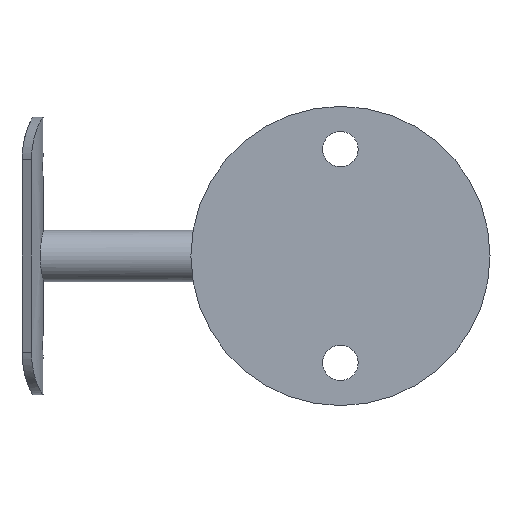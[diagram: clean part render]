
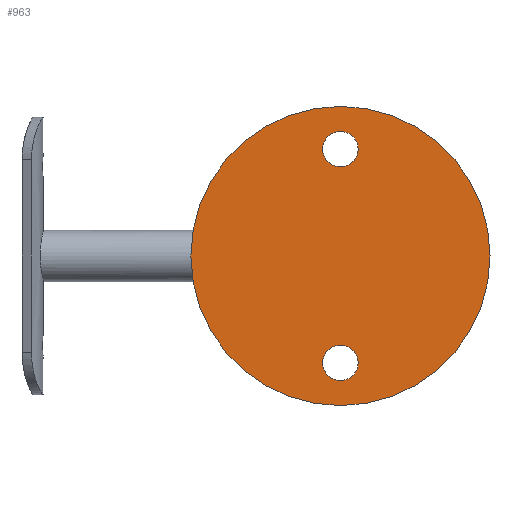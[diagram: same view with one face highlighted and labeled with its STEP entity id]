
A CAD part, left-side view. The second image highlights one B-rep face of the part: STEP entity #963.
In plain terms, the highlighted planar face has unit normal (-1, 0, 0).
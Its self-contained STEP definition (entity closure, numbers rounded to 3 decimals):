
#28 = ORIENTED_EDGE ( 'NONE', *, *, #947, .T. ) ;
#38 = DIRECTION ( 'NONE',  ( 0., 0., -1. ) ) ;
#53 = DIRECTION ( 'NONE',  ( 0., 0., -1. ) ) ;
#166 = VERTEX_POINT ( 'NONE', #613 ) ;
#239 = DIRECTION ( 'NONE',  ( 0., 0., -1. ) ) ;
#244 = VERTEX_POINT ( 'NONE', #1227 ) ;
#308 = CIRCLE ( 'NONE', #979, 35. ) ;
#337 = CARTESIAN_POINT ( 'NONE',  ( 0., 0., -25. ) ) ;
#350 = CIRCLE ( 'NONE', #869, 4.15 ) ;
#369 = DIRECTION ( 'NONE',  ( 0., 0., -1. ) ) ;
#404 = ORIENTED_EDGE ( 'NONE', *, *, #939, .T. ) ;
#439 = CARTESIAN_POINT ( 'NONE',  ( 0., 0., 29.15 ) ) ;
#465 = ORIENTED_EDGE ( 'NONE', *, *, #559, .F. ) ;
#478 = CIRCLE ( 'NONE', #1002, 4.15 ) ;
#485 = EDGE_CURVE ( 'NONE', #244, #1240, #478, .T. ) ;
#505 = CARTESIAN_POINT ( 'NONE',  ( 0., 0., 20.85 ) ) ;
#526 = AXIS2_PLACEMENT_3D ( 'NONE', #823, #591, #1403 ) ;
#545 = CARTESIAN_POINT ( 'NONE',  ( 0., 0., -35. ) ) ;
#552 = VERTEX_POINT ( 'NONE', #545 ) ;
#559 = EDGE_CURVE ( 'NONE', #166, #552, #308, .T. ) ;
#584 = DIRECTION ( 'NONE',  ( 1., 0., 0. ) ) ;
#591 = DIRECTION ( 'NONE',  ( 1., 0., 0. ) ) ;
#597 = CIRCLE ( 'NONE', #801, 35. ) ;
#613 = CARTESIAN_POINT ( 'NONE',  ( 0., 0., 35. ) ) ;
#636 = EDGE_LOOP ( 'NONE', ( #751, #993 ) ) ;
#644 = DIRECTION ( 'NONE',  ( 1., 0., 0. ) ) ;
#648 = AXIS2_PLACEMENT_3D ( 'NONE', #955, #1465, #38 ) ;
#751 = ORIENTED_EDGE ( 'NONE', *, *, #1429, .T. ) ;
#766 = DIRECTION ( 'NONE',  ( 1., 0., 0. ) ) ;
#801 = AXIS2_PLACEMENT_3D ( 'NONE', #1187, #584, #928 ) ;
#823 = CARTESIAN_POINT ( 'NONE',  ( 0., 0., -25. ) ) ;
#827 = CARTESIAN_POINT ( 'NONE',  ( 0., 0., 25. ) ) ;
#855 = CARTESIAN_POINT ( 'NONE',  ( 0., 0., 0. ) ) ;
#856 = EDGE_LOOP ( 'NONE', ( #465, #1337 ) ) ;
#865 = CARTESIAN_POINT ( 'NONE',  ( 0., 0., 0. ) ) ;
#869 = AXIS2_PLACEMENT_3D ( 'NONE', #827, #1305, #239 ) ;
#873 = PLANE ( 'NONE',  #1217 ) ;
#880 = CARTESIAN_POINT ( 'NONE',  ( 0., 0., -29.15 ) ) ;
#922 = CIRCLE ( 'NONE', #648, 4.15 ) ;
#928 = DIRECTION ( 'NONE',  ( 0., 0., -1. ) ) ;
#939 = EDGE_CURVE ( 'NONE', #1497, #1295, #350, .T. ) ;
#947 = EDGE_CURVE ( 'NONE', #1295, #1497, #922, .T. ) ;
#955 = CARTESIAN_POINT ( 'NONE',  ( 0., 0., 25. ) ) ;
#963 = ADVANCED_FACE ( 'NONE', ( #1109, #1450, #1214 ), #873, .F. ) ;
#979 = AXIS2_PLACEMENT_3D ( 'NONE', #865, #644, #1349 ) ;
#993 = ORIENTED_EDGE ( 'NONE', *, *, #485, .T. ) ;
#1002 = AXIS2_PLACEMENT_3D ( 'NONE', #337, #1047, #369 ) ;
#1047 = DIRECTION ( 'NONE',  ( 1., 0., 0. ) ) ;
#1109 = FACE_BOUND ( 'NONE', #636, .T. ) ;
#1187 = CARTESIAN_POINT ( 'NONE',  ( 0., 0., 0. ) ) ;
#1214 = FACE_OUTER_BOUND ( 'NONE', #856, .T. ) ;
#1217 = AXIS2_PLACEMENT_3D ( 'NONE', #855, #766, #53 ) ;
#1227 = CARTESIAN_POINT ( 'NONE',  ( 0., 0., -20.85 ) ) ;
#1240 = VERTEX_POINT ( 'NONE', #880 ) ;
#1270 = CIRCLE ( 'NONE', #526, 4.15 ) ;
#1295 = VERTEX_POINT ( 'NONE', #439 ) ;
#1304 = EDGE_LOOP ( 'NONE', ( #404, #28 ) ) ;
#1305 = DIRECTION ( 'NONE',  ( 1., 0., 0. ) ) ;
#1337 = ORIENTED_EDGE ( 'NONE', *, *, #1437, .F. ) ;
#1349 = DIRECTION ( 'NONE',  ( 0., 0., -1. ) ) ;
#1403 = DIRECTION ( 'NONE',  ( 0., 0., -1. ) ) ;
#1429 = EDGE_CURVE ( 'NONE', #1240, #244, #1270, .T. ) ;
#1437 = EDGE_CURVE ( 'NONE', #552, #166, #597, .T. ) ;
#1450 = FACE_BOUND ( 'NONE', #1304, .T. ) ;
#1465 = DIRECTION ( 'NONE',  ( 1., 0., 0. ) ) ;
#1497 = VERTEX_POINT ( 'NONE', #505 ) ;
